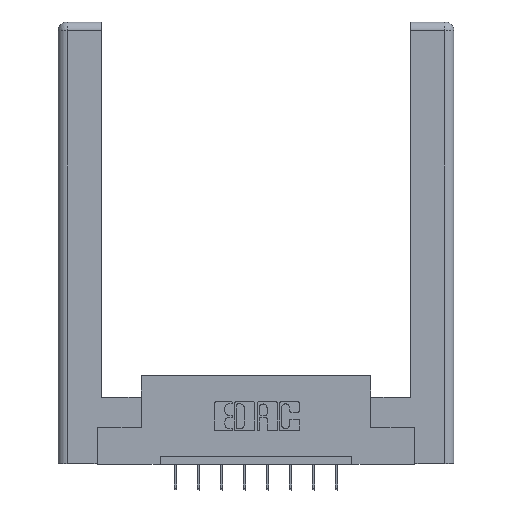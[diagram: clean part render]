
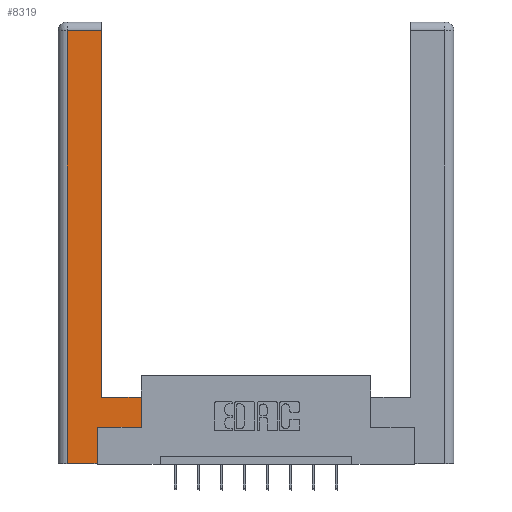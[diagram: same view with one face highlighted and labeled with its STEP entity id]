
A CAD part, top view. The second image highlights one B-rep face of the part: STEP entity #8319.
In plain terms, the highlighted planar face has unit normal (0, 0, 1).
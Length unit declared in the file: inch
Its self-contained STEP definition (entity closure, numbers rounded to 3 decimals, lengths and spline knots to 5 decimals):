
#104 = CARTESIAN_POINT ( 'NONE',  ( 0.265, 0., 0. ) ) ;
#208 = EDGE_LOOP ( 'NONE', ( #7080, #5586, #5249, #11152, #1405, #3869, #7658, #9005 ) ) ;
#292 = VECTOR ( 'NONE', #11745, 39.37008 ) ;
#891 = CARTESIAN_POINT ( 'NONE',  ( 0.0615, 0., 0. ) ) ;
#901 = LINE ( 'NONE', #7654, #292 ) ;
#1083 = VECTOR ( 'NONE', #9308, 39.37008 ) ;
#1368 = CARTESIAN_POINT ( 'NONE',  ( 0., 0., 0. ) ) ;
#1405 = ORIENTED_EDGE ( 'NONE', *, *, #11793, .T. ) ;
#1648 = EDGE_CURVE ( 'NONE', #10755, #2978, #12880, .T. ) ;
#1872 = CARTESIAN_POINT ( 'NONE',  ( 0.0615, 2.94, 0. ) ) ;
#2782 = VECTOR ( 'NONE', #9179, 39.37008 ) ;
#2908 = DIRECTION ( 'NONE',  ( -1., 0., 0. ) ) ;
#2978 = VERTEX_POINT ( 'NONE', #12372 ) ;
#3429 = DIRECTION ( 'NONE',  ( 0., 1., 0. ) ) ;
#3869 = ORIENTED_EDGE ( 'NONE', *, *, #5972, .T. ) ;
#4332 = VERTEX_POINT ( 'NONE', #12414 ) ;
#4509 = CARTESIAN_POINT ( 'NONE',  ( 0.295, 3., 0. ) ) ;
#4998 = LINE ( 'NONE', #11349, #10392 ) ;
#5244 = PLANE ( 'NONE',  #5653 ) ;
#5249 = ORIENTED_EDGE ( 'NONE', *, *, #8079, .T. ) ;
#5413 = DIRECTION ( 'NONE',  ( 0., 0., -1. ) ) ;
#5586 = ORIENTED_EDGE ( 'NONE', *, *, #13010, .T. ) ;
#5653 = AXIS2_PLACEMENT_3D ( 'NONE', #1368, #5413, #2908 ) ;
#5754 = EDGE_CURVE ( 'NONE', #7258, #10564, #8975, .T. ) ;
#5784 = LINE ( 'NONE', #7159, #2782 ) ;
#5941 = DIRECTION ( 'NONE',  ( -1., 0., 0. ) ) ;
#5972 = EDGE_CURVE ( 'NONE', #10458, #4332, #9950, .T. ) ;
#6271 = DIRECTION ( 'NONE',  ( 0., -1., 0. ) ) ;
#6873 = DIRECTION ( 'NONE',  ( 1., 0., 0. ) ) ;
#6927 = VECTOR ( 'NONE', #6873, 39.37008 ) ;
#6998 = EDGE_CURVE ( 'NONE', #2978, #12002, #8625, .T. ) ;
#7080 = ORIENTED_EDGE ( 'NONE', *, *, #6998, .T. ) ;
#7159 = CARTESIAN_POINT ( 'NONE',  ( 0.565, 0.45, 0. ) ) ;
#7249 = CARTESIAN_POINT ( 'NONE',  ( 0.0615, 2.94, 0. ) ) ;
#7258 = VERTEX_POINT ( 'NONE', #891 ) ;
#7344 = EDGE_CURVE ( 'NONE', #4332, #10755, #5784, .T. ) ;
#7357 = FACE_OUTER_BOUND ( 'NONE', #208, .T. ) ;
#7654 = CARTESIAN_POINT ( 'NONE',  ( 0.265, 0.245, 0. ) ) ;
#7658 = ORIENTED_EDGE ( 'NONE', *, *, #7344, .T. ) ;
#7718 = CARTESIAN_POINT ( 'NONE',  ( 0.565, 0.45, 0. ) ) ;
#8079 = EDGE_CURVE ( 'NONE', #12164, #7258, #4998, .T. ) ;
#8319 = ADVANCED_FACE ( 'NONE', ( #7357 ), #5244, .F. ) ;
#8625 = LINE ( 'NONE', #4509, #11677 ) ;
#8810 = CARTESIAN_POINT ( 'NONE',  ( 0.565, 0.245, 0. ) ) ;
#8940 = CARTESIAN_POINT ( 'NONE',  ( 0.295, 0.45, 0. ) ) ;
#8975 = LINE ( 'NONE', #104, #1083 ) ;
#9005 = ORIENTED_EDGE ( 'NONE', *, *, #1648, .T. ) ;
#9179 = DIRECTION ( 'NONE',  ( 0., 1., 0. ) ) ;
#9276 = DIRECTION ( 'NONE',  ( -1., 0., 0. ) ) ;
#9308 = DIRECTION ( 'NONE',  ( 1., 0., 0. ) ) ;
#9950 = LINE ( 'NONE', #8810, #6927 ) ;
#10218 = CARTESIAN_POINT ( 'NONE',  ( 0.265, 0., 0. ) ) ;
#10369 = LINE ( 'NONE', #7249, #12098 ) ;
#10392 = VECTOR ( 'NONE', #6271, 39.37008 ) ;
#10458 = VERTEX_POINT ( 'NONE', #10996 ) ;
#10564 = VERTEX_POINT ( 'NONE', #10218 ) ;
#10755 = VERTEX_POINT ( 'NONE', #7718 ) ;
#10870 = VECTOR ( 'NONE', #5941, 39.37008 ) ;
#10996 = CARTESIAN_POINT ( 'NONE',  ( 0.265, 0.245, 0. ) ) ;
#11152 = ORIENTED_EDGE ( 'NONE', *, *, #5754, .T. ) ;
#11349 = CARTESIAN_POINT ( 'NONE',  ( 0.0615, 0., 0. ) ) ;
#11677 = VECTOR ( 'NONE', #3429, 39.37008 ) ;
#11745 = DIRECTION ( 'NONE',  ( 0., 1., 0. ) ) ;
#11793 = EDGE_CURVE ( 'NONE', #10564, #10458, #901, .T. ) ;
#12002 = VERTEX_POINT ( 'NONE', #12345 ) ;
#12098 = VECTOR ( 'NONE', #9276, 39.37008 ) ;
#12164 = VERTEX_POINT ( 'NONE', #1872 ) ;
#12345 = CARTESIAN_POINT ( 'NONE',  ( 0.295, 2.94, 0. ) ) ;
#12372 = CARTESIAN_POINT ( 'NONE',  ( 0.295, 0.45, 0. ) ) ;
#12414 = CARTESIAN_POINT ( 'NONE',  ( 0.565, 0.245, 0. ) ) ;
#12880 = LINE ( 'NONE', #8940, #10870 ) ;
#13010 = EDGE_CURVE ( 'NONE', #12002, #12164, #10369, .T. ) ;
